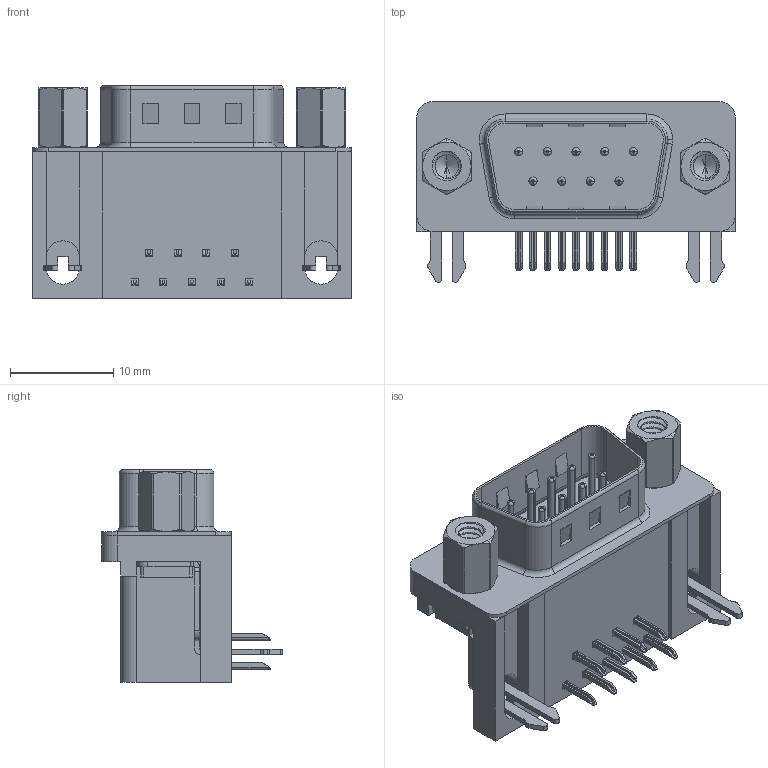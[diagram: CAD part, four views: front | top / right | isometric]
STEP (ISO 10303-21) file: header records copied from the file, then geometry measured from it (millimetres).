
FILE_DESCRIPTION (( 'STEP AP203' ), '1' );
FILE_NAME ('629-009-340-033.STEP', '2021-09-21T19:52:23', ( '' ), ( '' ), 'SwSTEP 2.0', 'SolidWorks 2020', '' );
FILE_SCHEMA (( 'CONFIG_CONTROL_DESIGN' ));
Length unit declared in the file: millimetre
Products named in the file (8): 629 4-40 Hex Standoff 5; 629 Contact Bottom; 629 4-40 Threaded Rivet; 629 Shell_09 Socket; 629-009-340-033; 629 2 Prong Board Lock; 629 Housing_09 Socket; 629 Contact Top
Assembly tree (17 placements, depth 2):
  629-009-340-033
    629 Housing_09 Socket
    629 Shell_09 Socket
    629 Contact Bottom  x4
    629 Contact Top  x5
    629 2 Prong Board Lock  x2
    629 4-40 Threaded Rivet  x2
    629 4-40 Hex Standoff 5  x2
Bounding box: 30.89 x 17.48 x 20.6 mm (x, y, z)
Volume: 3934.6 mm3; surface area: 5247.2 mm2
Topology: 17 solids, 17 shells, 1155 faces, 2943 edges, 1847 vertices
Faces by surface type: plane 625, cylinder 395, torus 85, cone 32, bspline 18
Entity records: 21660 total; most frequent: CARTESIAN_POINT 7493, ORIENTED_EDGE 2746, DIRECTION 2723, EDGE_CURVE 1373, AXIS2_PLACEMENT_3D 939, VERTEX_POINT 878, LINE 845, VECTOR 845
